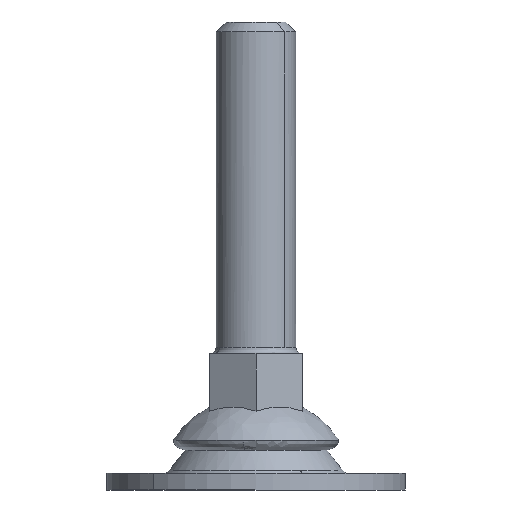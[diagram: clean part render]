
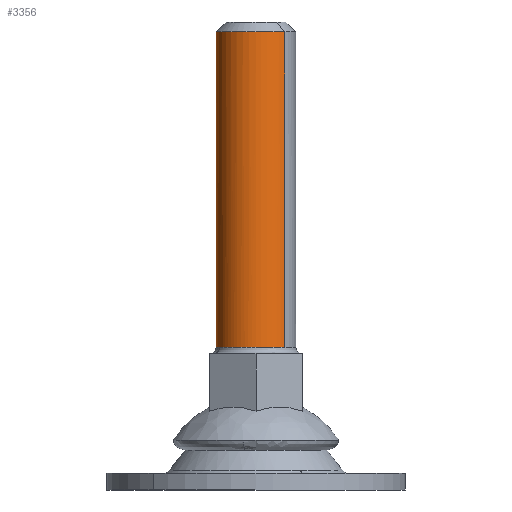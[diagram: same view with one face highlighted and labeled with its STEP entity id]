
A CAD part, left-side view. The second image highlights one B-rep face of the part: STEP entity #3356.
In plain terms, the highlighted free-form (B-spline) face has degree [2, 1] with [5, 2] control points.
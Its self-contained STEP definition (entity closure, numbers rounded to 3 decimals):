
#3068=CARTESIAN_POINT('',(-4.28,-4.205,69.));
#3069=VERTEX_POINT('',#3068);
#3070=CARTESIAN_POINT('',(-6.0,0.0,69.0));
#3071=VERTEX_POINT('',#3070);
#3072=CARTESIAN_POINT('',(-4.28,-4.205,69.));
#3073=CARTESIAN_POINT('',(-4.671,-3.807,69.));
#3074=CARTESIAN_POINT('',(-5.152,-3.157,69.));
#3075=CARTESIAN_POINT('',(-5.615,-2.166,69.));
#3076=CARTESIAN_POINT('',(-5.913,-1.214,69.));
#3077=CARTESIAN_POINT('',(-6.,-0.461,69.));
#3078=CARTESIAN_POINT('',(-6.0,0.0,69.0));
#3079=B_SPLINE_CURVE_WITH_KNOTS('',3,(#3072,#3073,#3074,#3075,#3076,#3077,#3078),.UNSPECIFIED.,.F.,.U.,(4,1,1,1,4),(0.,1.675,2.403,3.277,4.66),.UNSPECIFIED.);
#3080=EDGE_CURVE('',#3069,#3071,#3079,.T.);
#3097=CARTESIAN_POINT('',(4.13,4.352,69.0));
#3098=VERTEX_POINT('',#3097);
#3106=CARTESIAN_POINT('',(0.,6.,69.0));
#3107=VERTEX_POINT('',#3106);
#3108=CARTESIAN_POINT('',(0.,6.,69.0));
#3109=CARTESIAN_POINT('',(0.356,6.,69.));
#3110=CARTESIAN_POINT('',(0.996,5.943,69.));
#3111=CARTESIAN_POINT('',(2.08,5.667,69.));
#3112=CARTESIAN_POINT('',(3.14,5.17,69.));
#3113=CARTESIAN_POINT('',(3.838,4.63,69.));
#3114=CARTESIAN_POINT('',(4.13,4.352,69.0));
#3115=B_SPLINE_CURVE_WITH_KNOTS('',3,(#3108,#3109,#3110,#3111,#3112,#3113,#3114),.UNSPECIFIED.,.F.,.U.,(4,1,1,1,4),(0.,1.068,1.922,3.345,4.555),.UNSPECIFIED.);
#3116=EDGE_CURVE('',#3107,#3098,#3115,.T.);
#3118=CARTESIAN_POINT('',(-6.0,0.0,69.0));
#3119=CARTESIAN_POINT('',(-6.,0.417,69.));
#3120=CARTESIAN_POINT('',(-5.925,1.129,69.));
#3121=CARTESIAN_POINT('',(-5.631,2.145,69.));
#3122=CARTESIAN_POINT('',(-5.167,3.125,69.));
#3123=CARTESIAN_POINT('',(-4.549,3.958,69.));
#3124=CARTESIAN_POINT('',(-3.801,4.67,69.));
#3125=CARTESIAN_POINT('',(-3.076,5.181,69.));
#3126=CARTESIAN_POINT('',(-2.28,5.57,69.));
#3127=CARTESIAN_POINT('',(-1.276,5.901,69.));
#3128=CARTESIAN_POINT('',(-0.515,6.,69.));
#3129=CARTESIAN_POINT('',(0.,6.,69.0));
#3130=B_SPLINE_CURVE_WITH_KNOTS('',3,(#3118,#3119,#3120,#3121,#3122,#3123,#3124,#3125,#3126,#3127,#3128,#3129),.UNSPECIFIED.,.F.,.U.,(4,1,1,1,1,1,1,1,1,4),(0.,1.252,2.135,3.166,4.492,5.228,6.259,7.142,7.879,9.425),.UNSPECIFIED.);
#3131=EDGE_CURVE('',#3071,#3107,#3130,.T.);
#3154=CARTESIAN_POINT('',(-4.13,-4.352,69.0));
#3155=VERTEX_POINT('',#3154);
#3156=CARTESIAN_POINT('',(-4.13,-4.352,69.0));
#3157=CARTESIAN_POINT('',(-4.181,-4.304,69.));
#3158=CARTESIAN_POINT('',(-4.231,-4.255,69.));
#3159=CARTESIAN_POINT('',(-4.28,-4.205,69.));
#3160=B_SPLINE_CURVE_WITH_KNOTS('',3,(#3156,#3157,#3158,#3159),.UNSPECIFIED.,.F.,.U.,(4,4),(0.,0.209),.UNSPECIFIED.);
#3161=EDGE_CURVE('',#3155,#3069,#3160,.T.);
#3234=CARTESIAN_POINT('',(-4.13,-4.352,21.5));
#3235=VERTEX_POINT('',#3234);
#3236=CARTESIAN_POINT('',(-4.13,-4.352,69.0));
#3237=CARTESIAN_POINT('',(-4.13,-4.352,21.5));
#3238=QUASI_UNIFORM_CURVE('',1,(#3236,#3237),.UNSPECIFIED.,.F.,.U.);
#3239=EDGE_CURVE('',#3155,#3235,#3238,.T.);
#3270=CARTESIAN_POINT('',(4.13,4.352,21.5));
#3271=VERTEX_POINT('',#3270);
#3283=CARTESIAN_POINT('',(4.13,4.352,69.0));
#3284=CARTESIAN_POINT('',(4.13,4.352,21.5));
#3285=QUASI_UNIFORM_CURVE('',1,(#3283,#3284),.UNSPECIFIED.,.F.,.U.);
#3286=EDGE_CURVE('',#3098,#3271,#3285,.T.);
#3291=CARTESIAN_POINT('',(-4.13,-4.352,70.188));
#3292=CARTESIAN_POINT('',(-8.482,-0.222,70.188));
#3293=CARTESIAN_POINT('',(-4.352,4.13,70.188));
#3294=CARTESIAN_POINT('',(-0.222,8.482,70.188));
#3295=CARTESIAN_POINT('',(4.13,4.352,70.188));
#3296=CARTESIAN_POINT('',(-4.13,-4.352,20.283));
#3297=CARTESIAN_POINT('',(-8.482,-0.222,20.283));
#3298=CARTESIAN_POINT('',(-4.352,4.13,20.283));
#3299=CARTESIAN_POINT('',(-0.222,8.482,20.283));
#3300=CARTESIAN_POINT('',(4.13,4.352,20.283));
#3308=(BOUNDED_SURFACE()B_SPLINE_SURFACE(2,1,((#3291,#3296),(#3292,#3297),(#3293,#3298),(#3294,#3299),(#3295,#3300)),.UNSPECIFIED.,.F.,.F.,.U.)B_SPLINE_SURFACE_WITH_KNOTS((3,2,3),(2,2),(0.0,9.941,19.882),(0.0,49.905),.UNSPECIFIED.)GEOMETRIC_REPRESENTATION_ITEM()RATIONAL_B_SPLINE_SURFACE(((1.0,1.0),(0.707,0.707),(1.0,1.0),(0.707,0.707),(1.0,1.0)))REPRESENTATION_ITEM('')SURFACE());
#3309=ORIENTED_EDGE('',*,*,#3116,.T.);
#3310=ORIENTED_EDGE('',*,*,#3286,.T.);
#3311=CARTESIAN_POINT('',(-2.417,5.491,21.5));
#3312=VERTEX_POINT('',#3311);
#3313=CARTESIAN_POINT('',(4.13,4.352,21.5));
#3314=CARTESIAN_POINT('',(3.851,4.617,21.5));
#3315=CARTESIAN_POINT('',(3.313,5.037,21.5));
#3316=CARTESIAN_POINT('',(2.358,5.551,21.5));
#3317=CARTESIAN_POINT('',(1.412,5.863,21.5));
#3318=CARTESIAN_POINT('',(0.375,6.014,21.5));
#3319=CARTESIAN_POINT('',(-0.509,6.,21.5));
#3320=CARTESIAN_POINT('',(-1.47,5.843,21.5));
#3321=CARTESIAN_POINT('',(-2.065,5.647,21.5));
#3322=CARTESIAN_POINT('',(-2.417,5.491,21.5));
#3323=B_SPLINE_CURVE_WITH_KNOTS('',3,(#3313,#3314,#3315,#3316,#3317,#3318,#3319,#3320,#3321,#3322),.UNSPECIFIED.,.F.,.U.,(4,1,1,1,1,1,1,4),(0.,1.156,2.036,3.247,4.127,5.173,5.888,7.043),.UNSPECIFIED.);
#3324=EDGE_CURVE('',#3271,#3312,#3323,.T.);
#3325=ORIENTED_EDGE('',*,*,#3324,.T.);
#3326=CARTESIAN_POINT('',(-6.0,0.0,21.5));
#3327=VERTEX_POINT('',#3326);
#3328=CARTESIAN_POINT('',(-2.417,5.491,21.5));
#3329=CARTESIAN_POINT('',(-2.98,5.244,21.5));
#3330=CARTESIAN_POINT('',(-3.888,4.664,21.5));
#3331=CARTESIAN_POINT('',(-4.804,3.653,21.5));
#3332=CARTESIAN_POINT('',(-5.439,2.619,21.5));
#3333=CARTESIAN_POINT('',(-5.883,1.445,21.5));
#3334=CARTESIAN_POINT('',(-6.,0.488,21.5));
#3335=CARTESIAN_POINT('',(-6.0,0.0,21.5));
#3336=B_SPLINE_CURVE_WITH_KNOTS('',3,(#3328,#3329,#3330,#3331,#3332,#3333,#3334,#3335),.UNSPECIFIED.,.F.,.U.,(4,1,1,1,1,4),(0.,1.843,3.197,4.064,5.473,6.937),.UNSPECIFIED.);
#3337=EDGE_CURVE('',#3312,#3327,#3336,.T.);
#3338=ORIENTED_EDGE('',*,*,#3337,.T.);
#3339=CARTESIAN_POINT('',(-6.0,0.0,21.5));
#3340=CARTESIAN_POINT('',(-6.,-0.279,21.5));
#3341=CARTESIAN_POINT('',(-5.956,-0.913,21.5));
#3342=CARTESIAN_POINT('',(-5.743,-1.831,21.5));
#3343=CARTESIAN_POINT('',(-5.411,-2.63,21.5));
#3344=CARTESIAN_POINT('',(-4.919,-3.489,21.5));
#3345=CARTESIAN_POINT('',(-4.48,-4.021,21.5));
#3346=CARTESIAN_POINT('',(-4.13,-4.352,21.5));
#3347=B_SPLINE_CURVE_WITH_KNOTS('',3,(#3339,#3340,#3341,#3342,#3343,#3344,#3345,#3346),.UNSPECIFIED.,.F.,.U.,(4,1,1,1,1,4),(0.,0.837,1.902,2.815,3.424,4.87),.UNSPECIFIED.);
#3348=EDGE_CURVE('',#3327,#3235,#3347,.T.);
#3349=ORIENTED_EDGE('',*,*,#3348,.T.);
#3350=ORIENTED_EDGE('',*,*,#3239,.F.);
#3351=ORIENTED_EDGE('',*,*,#3161,.T.);
#3352=ORIENTED_EDGE('',*,*,#3080,.T.);
#3353=ORIENTED_EDGE('',*,*,#3131,.T.);
#3354=EDGE_LOOP('',(#3309,#3310,#3325,#3338,#3349,#3350,#3351,#3352,#3353));
#3355=FACE_OUTER_BOUND('',#3354,.T.);
#3356=ADVANCED_FACE('',(#3355),#3308,.T.);
